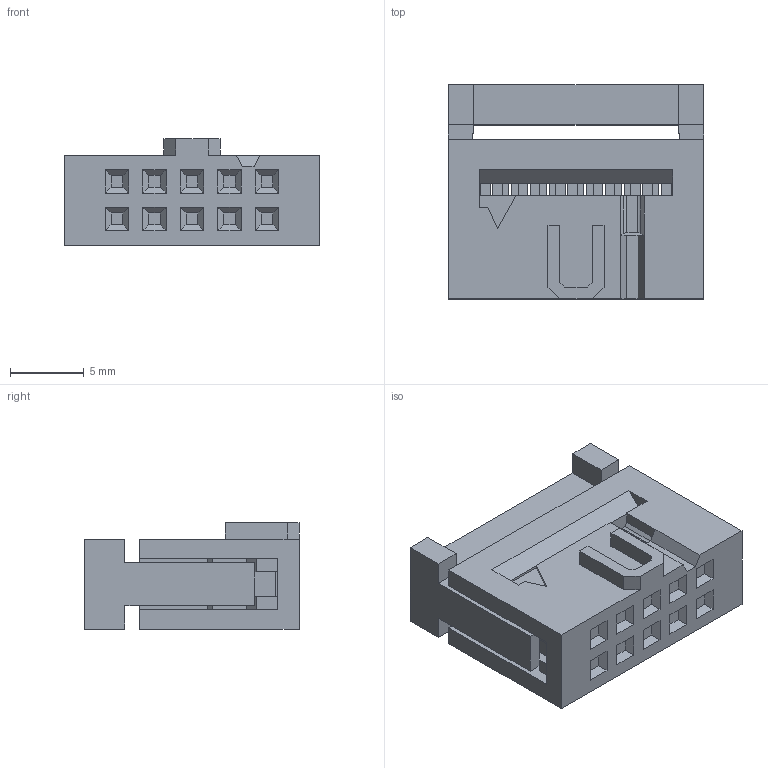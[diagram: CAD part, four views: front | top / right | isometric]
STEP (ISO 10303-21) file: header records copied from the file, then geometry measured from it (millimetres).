
FILE_DESCRIPTION(/* description */ (''),/* implementation_level */ '2;1');
FILE_NAME(/* name */ '100141361ugm000_c.stp',/* time_stamp */ '2016-03-31T11:21:20+02:00',/* author */ (''),/* organization */ (''),/* preprocessor_version */ 'ST-DEVELOPER v16',/* originating_system */ 'SIEMENS PLM Software NX 10.0',/* authorisation */ '');
FILE_SCHEMA (('AUTOMOTIVE_DESIGN { 1 0 10303 214 3 1 1 1 }'));
Length unit declared in the file: millimetre
Products named in the file (1): 100141361ugm000_c
Bounding box: 17.3 x 14.5 x 7.2 mm (x, y, z)
Volume: 1157.8 mm3; surface area: 1382.5 mm2
Topology: 1 solids, 1 shells, 256 faces, 720 edges, 468 vertices
Faces by surface type: plane 252, cylinder 4
Entity records: 8753 total; most frequent: CARTESIAN_POINT 1481, ORIENTED_EDGE 1440, DIRECTION 1230, EDGE_CURVE 720, LINE 700, VECTOR 700, VERTEX_POINT 468, EDGE_LOOP 310
